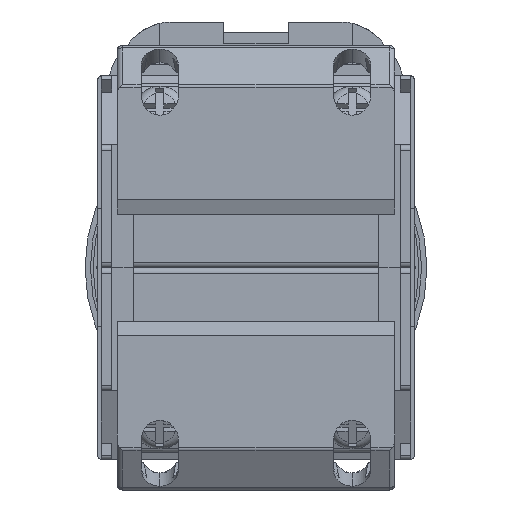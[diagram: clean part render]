
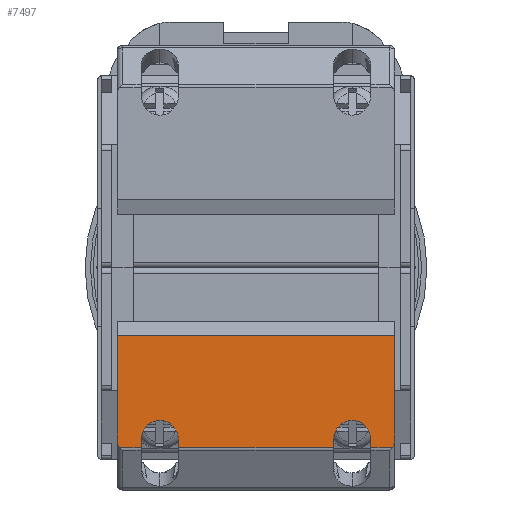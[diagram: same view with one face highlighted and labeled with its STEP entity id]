
A CAD part, front view. The second image highlights one B-rep face of the part: STEP entity #7497.
In plain terms, the highlighted planar face has unit normal (0, -1, 0).
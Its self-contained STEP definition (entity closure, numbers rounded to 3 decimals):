
#26 = ORIENTED_EDGE ( 'NONE', *, *, #12571, .T. ) ;
#70 = VECTOR ( 'NONE', #12859, 1000. ) ;
#522 = EDGE_LOOP ( 'NONE', ( #2407, #9468, #3961, #14476, #14311, #2723, #26, #15318, #13715, #11755, #2165, #7144, #12433, #13326 ) ) ;
#798 = CARTESIAN_POINT ( 'NONE',  ( 13., -41.5, -16.86 ) ) ;
#867 = EDGE_CURVE ( 'NONE', #15477, #11550, #6321, .T. ) ;
#1423 = CARTESIAN_POINT ( 'NONE',  ( -7.25, -41.5, -16.185 ) ) ;
#1572 = CARTESIAN_POINT ( 'NONE',  ( 13., -41.5, -6.374 ) ) ;
#1836 = VERTEX_POINT ( 'NONE', #2460 ) ;
#1869 = CARTESIAN_POINT ( 'NONE',  ( 12.76, -41.5, -16.86 ) ) ;
#2088 = DIRECTION ( 'NONE',  ( -1., 0., 0. ) ) ;
#2165 = ORIENTED_EDGE ( 'NONE', *, *, #2838, .T. ) ;
#2187 = FACE_OUTER_BOUND ( 'NONE', #522, .T. ) ;
#2282 = VECTOR ( 'NONE', #13283, 1000. ) ;
#2353 = EDGE_CURVE ( 'NONE', #4398, #7065, #6637, .T. ) ;
#2407 = ORIENTED_EDGE ( 'NONE', *, *, #14015, .T. ) ;
#2460 = CARTESIAN_POINT ( 'NONE',  ( -10.75, -41.5, -16.185 ) ) ;
#2723 = ORIENTED_EDGE ( 'NONE', *, *, #9435, .T. ) ;
#2828 = CARTESIAN_POINT ( 'NONE',  ( 7.25, -41.5, -16.185 ) ) ;
#2838 = EDGE_CURVE ( 'NONE', #9205, #1836, #5091, .T. ) ;
#3020 = CARTESIAN_POINT ( 'NONE',  ( -10.75, -41.5, -12.377 ) ) ;
#3125 = CARTESIAN_POINT ( 'NONE',  ( 10.75, -41.5, -6.374 ) ) ;
#3446 =( BOUNDED_CURVE ( )  B_SPLINE_CURVE ( 3, ( #12978, #4530, #11790, #14191 ),
 .UNSPECIFIED., .F., .F. ) 
 B_SPLINE_CURVE_WITH_KNOTS ( ( 4, 4 ),
 ( 3.689, 4.712 ),
 .UNSPECIFIED. ) 
 CURVE ( )  GEOMETRIC_REPRESENTATION_ITEM ( )  RATIONAL_B_SPLINE_CURVE ( ( 1., 0.915, 0.915, 1. ) ) 
 REPRESENTATION_ITEM ( '' )  );
#3496 = VECTOR ( 'NONE', #8220, 1000. ) ;
#3671 = VECTOR ( 'NONE', #10317, 1000. ) ;
#3961 = ORIENTED_EDGE ( 'NONE', *, *, #14046, .T. ) ;
#4029 = CARTESIAN_POINT ( 'NONE',  ( 10.75, -41.5, -12.377 ) ) ;
#4398 = VERTEX_POINT ( 'NONE', #10917 ) ;
#4493 = PLANE ( 'NONE',  #14744 ) ;
#4530 = CARTESIAN_POINT ( 'NONE',  ( -12.913, -41.5, -16.681 ) ) ;
#4804 = EDGE_CURVE ( 'NONE', #8657, #15477, #3446, .T. ) ;
#5091 = LINE ( 'NONE', #7275, #2282 ) ;
#5194 = CARTESIAN_POINT ( 'NONE',  ( -13., -41.5, -6.374 ) ) ;
#5225 = VERTEX_POINT ( 'NONE', #9071 ) ;
#5478 = EDGE_CURVE ( 'NONE', #12884, #4398, #7884, .T. ) ;
#5704 = DIRECTION ( 'NONE',  ( 0., 0., -1. ) ) ;
#5752 = VECTOR ( 'NONE', #8477, 1000. ) ;
#6016 = VERTEX_POINT ( 'NONE', #6854 ) ;
#6142 = LINE ( 'NONE', #13265, #5752 ) ;
#6161 = CARTESIAN_POINT ( 'NONE',  ( -7.25, -41.5, -16.86 ) ) ;
#6321 = LINE ( 'NONE', #15423, #3496 ) ;
#6509 = LINE ( 'NONE', #3125, #6881 ) ;
#6535 = DIRECTION ( 'NONE',  ( 0., 0., 1. ) ) ;
#6637 = LINE ( 'NONE', #7130, #12663 ) ;
#6777 = EDGE_CURVE ( 'NONE', #1836, #14911, #12809, .T. ) ;
#6852 = LINE ( 'NONE', #798, #70 ) ;
#6854 = CARTESIAN_POINT ( 'NONE',  ( 10.75, -41.5, -16.185 ) ) ;
#6881 = VECTOR ( 'NONE', #11577, 1000. ) ;
#6946 = DIRECTION ( 'NONE',  ( 0., 0., -1. ) ) ;
#7065 = VERTEX_POINT ( 'NONE', #7231 ) ;
#7076 = DIRECTION ( 'NONE',  ( -1., 0., 0. ) ) ;
#7130 = CARTESIAN_POINT ( 'NONE',  ( 13., -41.5, -16.86 ) ) ;
#7144 = ORIENTED_EDGE ( 'NONE', *, *, #6777, .T. ) ;
#7231 = CARTESIAN_POINT ( 'NONE',  ( 10.75, -41.5, -16.86 ) ) ;
#7275 = CARTESIAN_POINT ( 'NONE',  ( -10.75, -41.5, -6.374 ) ) ;
#7456 = CARTESIAN_POINT ( 'NONE',  ( -13., -41.5, -16.039 ) ) ;
#7497 = ADVANCED_FACE ( 'NONE', ( #2187 ), #4493, .F. ) ;
#7560 = CARTESIAN_POINT ( 'NONE',  ( 13., -41.5, -16.039 ) ) ;
#7647 = LINE ( 'NONE', #9085, #3671 ) ;
#7861 = CARTESIAN_POINT ( 'NONE',  ( -7.25, -41.5, -16.185 ) ) ;
#7867 = CARTESIAN_POINT ( 'NONE',  ( 13., -41.5, -16.382 ) ) ;
#7884 =( BOUNDED_CURVE ( )  B_SPLINE_CURVE ( 3, ( #15022, #7867, #9083, #1869 ),
 .UNSPECIFIED., .F., .F. ) 
 B_SPLINE_CURVE_WITH_KNOTS ( ( 4, 4 ),
 ( 4.712, 5.736 ),
 .UNSPECIFIED. ) 
 CURVE ( )  GEOMETRIC_REPRESENTATION_ITEM ( )  RATIONAL_B_SPLINE_CURVE ( ( 1., 0.915, 0.915, 1. ) ) 
 REPRESENTATION_ITEM ( '' )  );
#8220 = DIRECTION ( 'NONE',  ( 0., 0., 1. ) ) ;
#8477 = DIRECTION ( 'NONE',  ( -1., 0., 0. ) ) ;
#8504 = EDGE_CURVE ( 'NONE', #14462, #6016, #14926, .T. ) ;
#8657 = VERTEX_POINT ( 'NONE', #13357 ) ;
#9071 = CARTESIAN_POINT ( 'NONE',  ( 7.25, -41.5, -16.86 ) ) ;
#9083 = CARTESIAN_POINT ( 'NONE',  ( 12.913, -41.5, -16.681 ) ) ;
#9085 = CARTESIAN_POINT ( 'NONE',  ( 7.25, -41.5, -6.374 ) ) ;
#9205 = VERTEX_POINT ( 'NONE', #13328 ) ;
#9304 = CARTESIAN_POINT ( 'NONE',  ( 13., -41.5, -6.374 ) ) ;
#9435 = EDGE_CURVE ( 'NONE', #12884, #13881, #14166, .T. ) ;
#9468 = ORIENTED_EDGE ( 'NONE', *, *, #8504, .T. ) ;
#10068 = CARTESIAN_POINT ( 'NONE',  ( 7.25, -41.5, -12.377 ) ) ;
#10317 = DIRECTION ( 'NONE',  ( 0., 0., 1. ) ) ;
#10753 = EDGE_CURVE ( 'NONE', #14911, #12199, #11713, .T. ) ;
#10897 = LINE ( 'NONE', #9304, #11278 ) ;
#10917 = CARTESIAN_POINT ( 'NONE',  ( 12.76, -41.5, -16.86 ) ) ;
#10996 = VECTOR ( 'NONE', #6535, 1000. ) ;
#11278 = VECTOR ( 'NONE', #2088, 1000. ) ;
#11350 = VECTOR ( 'NONE', #5704, 1000. ) ;
#11472 = CARTESIAN_POINT ( 'NONE',  ( -10.75, -41.5, -16.185 ) ) ;
#11550 = VERTEX_POINT ( 'NONE', #5194 ) ;
#11577 = DIRECTION ( 'NONE',  ( 0., 0., -1. ) ) ;
#11713 = LINE ( 'NONE', #12926, #11350 ) ;
#11755 = ORIENTED_EDGE ( 'NONE', *, *, #13731, .F. ) ;
#11790 = CARTESIAN_POINT ( 'NONE',  ( -13., -41.5, -16.382 ) ) ;
#12199 = VERTEX_POINT ( 'NONE', #6161 ) ;
#12433 = ORIENTED_EDGE ( 'NONE', *, *, #10753, .T. ) ;
#12474 = CARTESIAN_POINT ( 'NONE',  ( 10.75, -41.5, -16.185 ) ) ;
#12539 = CARTESIAN_POINT ( 'NONE',  ( 13., -41.5, -6.374 ) ) ;
#12571 = EDGE_CURVE ( 'NONE', #13881, #11550, #10897, .T. ) ;
#12663 = VECTOR ( 'NONE', #7076, 1000. ) ;
#12809 =( BOUNDED_CURVE ( )  B_SPLINE_CURVE ( 3, ( #11472, #3020, #15067, #7861 ),
 .UNSPECIFIED., .F., .F. ) 
 B_SPLINE_CURVE_WITH_KNOTS ( ( 4, 4 ),
 ( 4.712, 7.854 ),
 .UNSPECIFIED. ) 
 CURVE ( )  GEOMETRIC_REPRESENTATION_ITEM ( )  RATIONAL_B_SPLINE_CURVE ( ( 1., 0.333, 0.333, 1. ) ) 
 REPRESENTATION_ITEM ( '' )  );
#12859 = DIRECTION ( 'NONE',  ( -1., 0., 0. ) ) ;
#12884 = VERTEX_POINT ( 'NONE', #7560 ) ;
#12926 = CARTESIAN_POINT ( 'NONE',  ( -7.25, -41.5, -6.374 ) ) ;
#12943 = CARTESIAN_POINT ( 'NONE',  ( 13., -41.5, -6.374 ) ) ;
#12978 = CARTESIAN_POINT ( 'NONE',  ( -12.76, -41.5, -16.86 ) ) ;
#13265 = CARTESIAN_POINT ( 'NONE',  ( 13., -41.5, -16.86 ) ) ;
#13283 = DIRECTION ( 'NONE',  ( 0., 0., 1. ) ) ;
#13326 = ORIENTED_EDGE ( 'NONE', *, *, #14657, .F. ) ;
#13328 = CARTESIAN_POINT ( 'NONE',  ( -10.75, -41.5, -16.86 ) ) ;
#13357 = CARTESIAN_POINT ( 'NONE',  ( -12.76, -41.5, -16.86 ) ) ;
#13663 = CARTESIAN_POINT ( 'NONE',  ( 7.25, -41.5, -16.185 ) ) ;
#13715 = ORIENTED_EDGE ( 'NONE', *, *, #4804, .F. ) ;
#13731 = EDGE_CURVE ( 'NONE', #9205, #8657, #6142, .T. ) ;
#13881 = VERTEX_POINT ( 'NONE', #1572 ) ;
#14015 = EDGE_CURVE ( 'NONE', #5225, #14462, #7647, .T. ) ;
#14046 = EDGE_CURVE ( 'NONE', #6016, #7065, #6509, .T. ) ;
#14152 = DIRECTION ( 'NONE',  ( 0., 1., 0. ) ) ;
#14166 = LINE ( 'NONE', #12539, #10996 ) ;
#14191 = CARTESIAN_POINT ( 'NONE',  ( -13., -41.5, -16.039 ) ) ;
#14311 = ORIENTED_EDGE ( 'NONE', *, *, #5478, .F. ) ;
#14462 = VERTEX_POINT ( 'NONE', #13663 ) ;
#14476 = ORIENTED_EDGE ( 'NONE', *, *, #2353, .F. ) ;
#14657 = EDGE_CURVE ( 'NONE', #5225, #12199, #6852, .T. ) ;
#14744 = AXIS2_PLACEMENT_3D ( 'NONE', #12943, #14152, #6946 ) ;
#14911 = VERTEX_POINT ( 'NONE', #1423 ) ;
#14926 =( BOUNDED_CURVE ( )  B_SPLINE_CURVE ( 3, ( #2828, #10068, #4029, #12474 ),
 .UNSPECIFIED., .F., .F. ) 
 B_SPLINE_CURVE_WITH_KNOTS ( ( 4, 4 ),
 ( 4.712, 7.854 ),
 .UNSPECIFIED. ) 
 CURVE ( )  GEOMETRIC_REPRESENTATION_ITEM ( )  RATIONAL_B_SPLINE_CURVE ( ( 1., 0.333, 0.333, 1. ) ) 
 REPRESENTATION_ITEM ( '' )  );
#15022 = CARTESIAN_POINT ( 'NONE',  ( 13., -41.5, -16.039 ) ) ;
#15067 = CARTESIAN_POINT ( 'NONE',  ( -7.25, -41.5, -12.377 ) ) ;
#15318 = ORIENTED_EDGE ( 'NONE', *, *, #867, .F. ) ;
#15423 = CARTESIAN_POINT ( 'NONE',  ( -13., -41.5, -6.374 ) ) ;
#15477 = VERTEX_POINT ( 'NONE', #7456 ) ;
